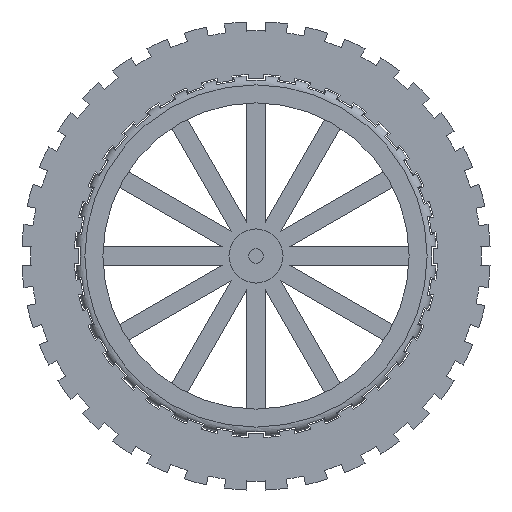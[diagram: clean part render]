
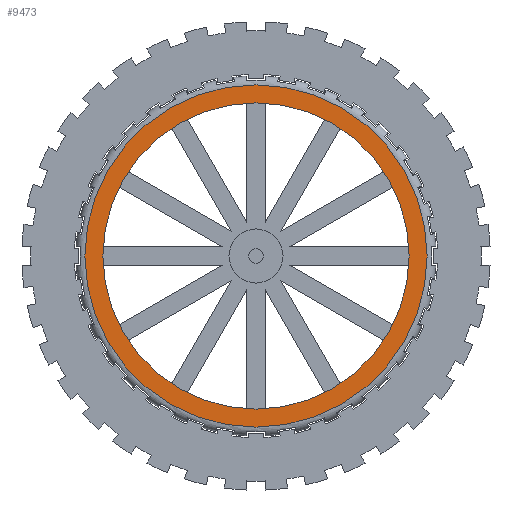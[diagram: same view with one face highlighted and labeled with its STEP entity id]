
A CAD part, front view. The second image highlights one B-rep face of the part: STEP entity #9473.
In plain terms, the highlighted planar face has unit normal (0, -1, 0).
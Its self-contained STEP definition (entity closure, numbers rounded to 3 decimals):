
#176=PLANE('',#10107);
#385=FACE_BOUND('',#3204,.T.);
#2251=CIRCLE('',#10002,47.5);
#2286=CIRCLE('',#10102,42.5);
#2695=FACE_OUTER_BOUND('',#3203,.T.);
#3203=EDGE_LOOP('',(#7384));
#3204=EDGE_LOOP('',(#7385));
#4069=VERTEX_POINT('',#15846);
#4145=VERTEX_POINT('',#16106);
#5197=EDGE_CURVE('',#4069,#4069,#2251,.T.);
#5316=EDGE_CURVE('',#4145,#4145,#2286,.T.);
#7384=ORIENTED_EDGE('',*,*,#5197,.F.);
#7385=ORIENTED_EDGE('',*,*,#5316,.T.);
#9473=ADVANCED_FACE('',(#2695,#385),#176,.F.);
#10002=AXIS2_PLACEMENT_3D('',#15848,#11174,#11175);
#10102=AXIS2_PLACEMENT_3D('',#16108,#11458,#11459);
#10107=AXIS2_PLACEMENT_3D('',#16119,#11474,#11475);
#11174=DIRECTION('center_axis',(0.,1.,0.));
#11175=DIRECTION('ref_axis',(1.,0.,0.));
#11458=DIRECTION('center_axis',(0.,1.,0.));
#11459=DIRECTION('ref_axis',(-1.,0.,0.));
#11474=DIRECTION('center_axis',(0.,1.,0.));
#11475=DIRECTION('ref_axis',(1.,0.,0.));
#15846=CARTESIAN_POINT('',(0.,0.,-47.5));
#15848=CARTESIAN_POINT('Origin',(0.,0.,0.));
#16106=CARTESIAN_POINT('',(42.5,0.,0.));
#16108=CARTESIAN_POINT('Origin',(0.,0.,0.));
#16119=CARTESIAN_POINT('Origin',(0.,0.,0.));
